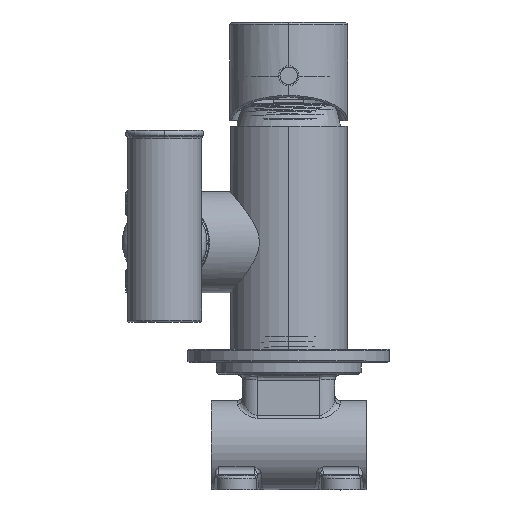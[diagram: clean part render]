
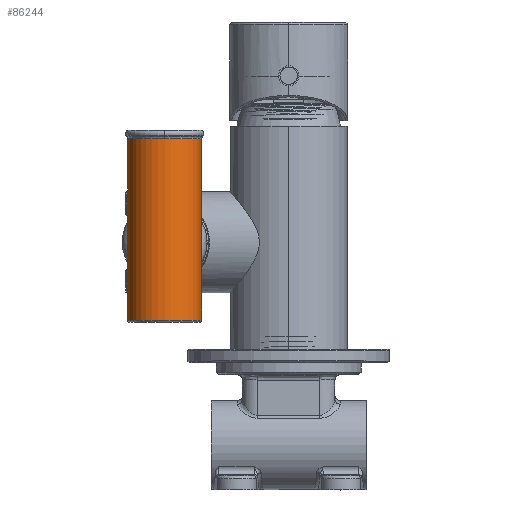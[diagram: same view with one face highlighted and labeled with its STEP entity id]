
A CAD part, top view. The second image highlights one B-rep face of the part: STEP entity #86244.
In plain terms, the highlighted cylindrical face has radius 11 mm (diameter 22 mm), a partial arc.
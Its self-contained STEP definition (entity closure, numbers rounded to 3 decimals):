
#83446=DIRECTION('',(0.,0.,1.));
#83447=VECTOR('',#83446,3.);
#83448=CARTESIAN_POINT('',(11.,0.,0.5));
#83449=LINE('',#83448,#83447);
#83450=CARTESIAN_POINT('',(0.,0.,54.477));
#83451=DIRECTION('',(0.,0.,-1.));
#83452=DIRECTION('',(0.,1.,0.));
#83453=AXIS2_PLACEMENT_3D('',#83450,#83451,#83452);
#83455=CARTESIAN_POINT('',(0.,0.,54.477));
#83456=DIRECTION('',(0.,0.,-1.));
#83457=DIRECTION('',(-1.,0.,0.));
#83458=AXIS2_PLACEMENT_3D('',#83455,#83456,#83457);
#83460=DIRECTION('',(0.,0.,-1.));
#83461=VECTOR('',#83460,50.477);
#83462=CARTESIAN_POINT('',(-11.,0.,54.477));
#83463=LINE('',#83462,#83461);
#83464=DIRECTION('',(0.,0.,-1.));
#83465=VECTOR('',#83464,3.);
#83466=CARTESIAN_POINT('',(-11.,0.,3.5));
#83467=LINE('',#83466,#83465);
#83468=CARTESIAN_POINT('',(0.,0.,0.5));
#83469=DIRECTION('',(0.,0.,1.));
#83470=DIRECTION('',(1.,0.,0.));
#83471=AXIS2_PLACEMENT_3D('',#83468,#83469,#83470);
#83486=CARTESIAN_POINT('',(10.5,-3.279,4.));
#83487=CARTESIAN_POINT('',(10.569,-3.057,4.));
#83488=CARTESIAN_POINT('',(10.7,-2.588,
3.972));
#83489=CARTESIAN_POINT('',(10.861,-1.808,
3.863));
#83490=CARTESIAN_POINT('',(10.971,-0.951,
3.702));
#83491=CARTESIAN_POINT('',(11.,-0.326,3.569));
#83492=CARTESIAN_POINT('',(11.,0.,3.5));
#83517=CARTESIAN_POINT('',(-11.,0.,3.5));
#83518=CARTESIAN_POINT('',(-11.,-0.326,3.569));
#83519=CARTESIAN_POINT('',(-10.971,-0.951,
3.702));
#83520=CARTESIAN_POINT('',(-10.861,-1.808,
3.863));
#83521=CARTESIAN_POINT('',(-10.7,-2.588,
3.972));
#83522=CARTESIAN_POINT('',(-10.569,-3.057,4.));
#83523=CARTESIAN_POINT('',(-10.5,-3.279,4.));
#83656=CARTESIAN_POINT('',(0.,0.,4.));
#83657=DIRECTION('',(0.,0.,1.));
#83658=DIRECTION('',(-1.,0.,0.));
#83659=AXIS2_PLACEMENT_3D('',#83656,#83657,#83658);
#83661=DIRECTION('',(0.,0.,-1.));
#83662=VECTOR('',#83661,50.477);
#83663=CARTESIAN_POINT('',(11.,0.,54.477));
#83664=LINE('',#83663,#83662);
#83665=CARTESIAN_POINT('',(0.,0.,4.));
#83666=DIRECTION('',(0.,0.,1.));
#83667=DIRECTION('',(0.955,-0.298,0.));
#83668=AXIS2_PLACEMENT_3D('',#83665,#83666,#83667);
#86139=CARTESIAN_POINT('',(-11.,0.,54.477));
#86140=CARTESIAN_POINT('',(0.,11.,54.477));
#86141=VERTEX_POINT('',#86139);
#86142=VERTEX_POINT('',#86140);
#86143=CARTESIAN_POINT('',(11.,0.,54.477));
#86144=VERTEX_POINT('',#86143);
#86150=CARTESIAN_POINT('',(11.,0.,3.5));
#86152=VERTEX_POINT('',#86150);
#86154=CARTESIAN_POINT('',(10.5,-3.279,4.));
#86156=VERTEX_POINT('',#86154);
#86161=CARTESIAN_POINT('',(-10.5,-3.279,4.));
#86162=VERTEX_POINT('',#86161);
#86163=CARTESIAN_POINT('',(-11.,0.,3.5));
#86164=VERTEX_POINT('',#86163);
#86165=CARTESIAN_POINT('',(-11.,0.,4.));
#86166=VERTEX_POINT('',#86165);
#86167=CARTESIAN_POINT('',(11.,0.,4.));
#86168=VERTEX_POINT('',#86167);
#86169=CARTESIAN_POINT('',(11.,0.,0.5));
#86170=CARTESIAN_POINT('',(-11.,0.,0.5));
#86171=VERTEX_POINT('',#86169);
#86172=VERTEX_POINT('',#86170);
#86216=CARTESIAN_POINT('',(0.,0.,0.));
#86217=DIRECTION('',(0.,0.,1.));
#86218=DIRECTION('',(1.,0.,0.));
#86219=AXIS2_PLACEMENT_3D('',#86216,#86217,#86218);
#86220=CYLINDRICAL_SURFACE('',#86219,11.);
#86222=ORIENTED_EDGE('',*,*,#86221,.T.);
#86224=ORIENTED_EDGE('',*,*,#86223,.F.);
#86226=ORIENTED_EDGE('',*,*,#86225,.T.);
#86228=ORIENTED_EDGE('',*,*,#86227,.F.);
#86230=ORIENTED_EDGE('',*,*,#86229,.F.);
#86232=ORIENTED_EDGE('',*,*,#86231,.F.);
#86234=ORIENTED_EDGE('',*,*,#86233,.T.);
#86236=ORIENTED_EDGE('',*,*,#86235,.T.);
#86238=ORIENTED_EDGE('',*,*,#86237,.F.);
#86240=ORIENTED_EDGE('',*,*,#86239,.T.);
#86241=ORIENTED_EDGE('',*,*,#86206,.F.);
#86242=EDGE_LOOP('',(#86222,#86224,#86226,#86228,#86230,#86232,#86234,#86236,
#86238,#86240,#86241));
#86243=FACE_OUTER_BOUND('',#86242,.F.);
#86244=ADVANCED_FACE('',(#86243),#86220,.T.);
#83454=CIRCLE('',#83453,11.);
#83459=CIRCLE('',#83458,11.);
#83472=CIRCLE('',#83471,11.);
#83493=B_SPLINE_CURVE_WITH_KNOTS('',3,(#83486,#83487,#83488,#83489,#83490,
#83491,#83492),.UNSPECIFIED.,.F.,.F.,(4,1,1,1,4),(0.,0.25,0.5,0.75,
1.),.UNSPECIFIED.);
#83524=B_SPLINE_CURVE_WITH_KNOTS('',3,(#83517,#83518,#83519,#83520,#83521,
#83522,#83523),.UNSPECIFIED.,.F.,.F.,(4,1,1,1,4),(0.,0.25,0.5,0.75,
1.),.UNSPECIFIED.);
#83660=CIRCLE('',#83659,11.);
#83669=CIRCLE('',#83668,11.);
#86206=EDGE_CURVE('',#86171,#86172,#83472,.T.);
#86221=EDGE_CURVE('',#86171,#86152,#83449,.T.);
#86223=EDGE_CURVE('',#86156,#86152,#83493,.T.);
#86225=EDGE_CURVE('',#86156,#86168,#83669,.T.);
#86227=EDGE_CURVE('',#86144,#86168,#83664,.T.);
#86229=EDGE_CURVE('',#86142,#86144,#83454,.T.);
#86231=EDGE_CURVE('',#86141,#86142,#83459,.T.);
#86233=EDGE_CURVE('',#86141,#86166,#83463,.T.);
#86235=EDGE_CURVE('',#86166,#86162,#83660,.T.);
#86237=EDGE_CURVE('',#86164,#86162,#83524,.T.);
#86239=EDGE_CURVE('',#86164,#86172,#83467,.T.);
